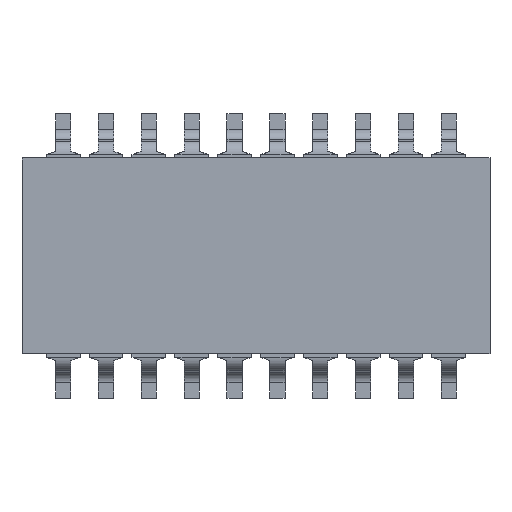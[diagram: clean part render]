
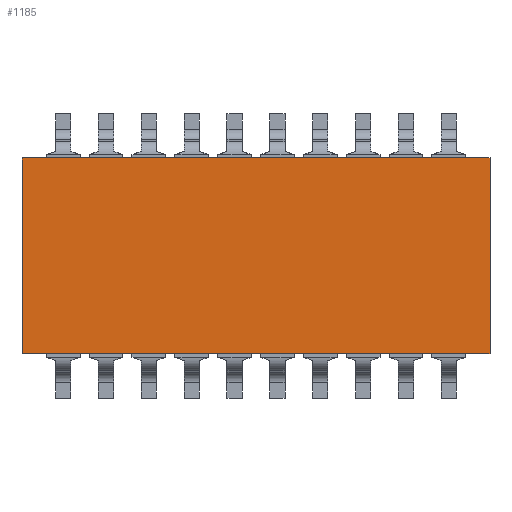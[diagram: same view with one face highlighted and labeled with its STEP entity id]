
A CAD part, top view. The second image highlights one B-rep face of the part: STEP entity #1185.
In plain terms, the highlighted planar face has unit normal (0, 0, 1).
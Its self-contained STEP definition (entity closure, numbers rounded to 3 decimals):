
#1185 = ADVANCED_FACE( '', ( #2634 ), #2635, .T. );
#2634 = FACE_OUTER_BOUND( '', #4569, .T. );
#2635 = PLANE( '', #4570 );
#4569 = EDGE_LOOP( '', ( #6847, #6848, #6849, #6850 ) );
#4570 = AXIS2_PLACEMENT_3D( '', #6851, #6852, #6853 );
#6847 = ORIENTED_EDGE( '', *, *, #13036, .T. );
#6848 = ORIENTED_EDGE( '', *, *, #13037, .T. );
#6849 = ORIENTED_EDGE( '', *, *, #13038, .T. );
#6850 = ORIENTED_EDGE( '', *, *, #13039, .T. );
#6851 = CARTESIAN_POINT( '', ( 0., 0., 0.05 ) );
#6852 = DIRECTION( '', ( 0., 0., 1. ) );
#6853 = DIRECTION( '', ( 1., 0., 0. ) );
#13036 = EDGE_CURVE( '', #15568, #15569, #15570, .T. );
#13037 = EDGE_CURVE( '', #15569, #15571, #15572, .T. );
#13038 = EDGE_CURVE( '', #15571, #15573, #15574, .T. );
#13039 = EDGE_CURVE( '', #15573, #15568, #15575, .T. );
#15568 = VERTEX_POINT( '', #19285 );
#15569 = VERTEX_POINT( '', #19286 );
#15570 = LINE( '', #19287, #19288 );
#15571 = VERTEX_POINT( '', #19289 );
#15572 = LINE( '', #19290, #19291 );
#15573 = VERTEX_POINT( '', #19292 );
#15574 = LINE( '', #19293, #19294 );
#15575 = LINE( '', #19295, #19296 );
#19285 = CARTESIAN_POINT( '', ( -6.935, 2.9, 0.05 ) );
#19286 = CARTESIAN_POINT( '', ( -6.935, -2.9, 0.05 ) );
#19287 = CARTESIAN_POINT( '', ( -6.935, 2.9, 0.05 ) );
#19288 = VECTOR( '', #24881, 1000. );
#19289 = CARTESIAN_POINT( '', ( 6.935, -2.9, 0.05 ) );
#19290 = CARTESIAN_POINT( '', ( -6.935, -2.9, 0.05 ) );
#19291 = VECTOR( '', #24882, 1000. );
#19292 = CARTESIAN_POINT( '', ( 6.935, 2.9, 0.05 ) );
#19293 = CARTESIAN_POINT( '', ( 6.935, -2.9, 0.05 ) );
#19294 = VECTOR( '', #24883, 1000. );
#19295 = CARTESIAN_POINT( '', ( 6.935, 2.9, 0.05 ) );
#19296 = VECTOR( '', #24884, 1000. );
#24881 = DIRECTION( '', ( 0., -1., 0. ) );
#24882 = DIRECTION( '', ( 1., 0., 0. ) );
#24883 = DIRECTION( '', ( 0., 1., 0. ) );
#24884 = DIRECTION( '', ( -1., 0., 0. ) );
